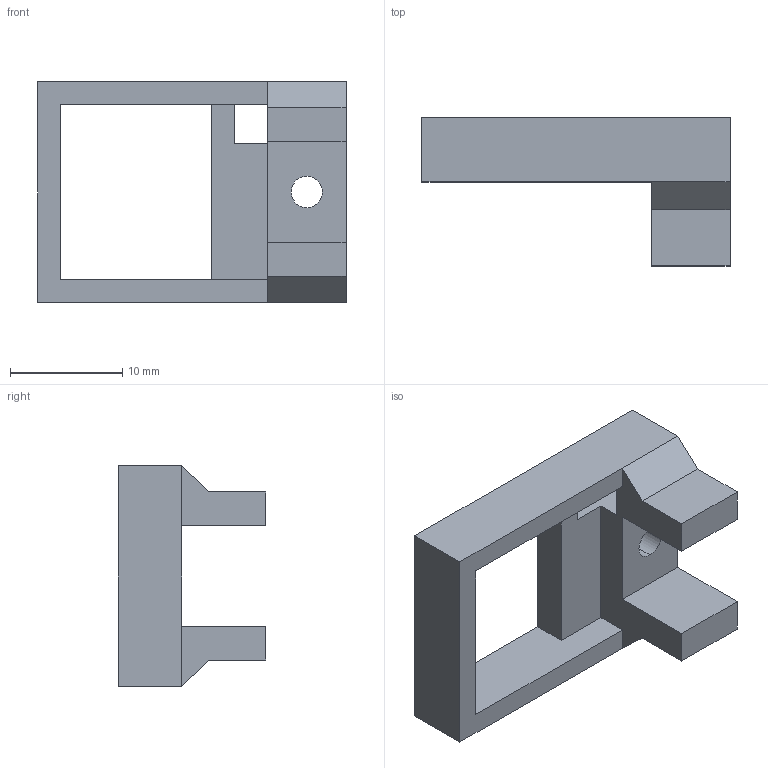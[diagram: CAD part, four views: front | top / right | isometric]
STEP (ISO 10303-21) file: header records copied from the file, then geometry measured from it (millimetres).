
FILE_DESCRIPTION (( 'STEP AP203' ), '1' );
FILE_NAME ('ESP32Holder2.STEP', '2024-10-10T18:21:38', ( '' ), ( '' ), 'SwSTEP 2.0', 'SolidWorks 2023', '' );
FILE_SCHEMA (( 'CONFIG_CONTROL_DESIGN' ));
Length unit declared in the file: millimetre
Products named in the file (1): ESP32Holder2
Bounding box: 27.5 x 13.2 x 19.7 mm (x, y, z)
Volume: 1782.1 mm3; surface area: 1965.7 mm2
Topology: 1 solids, 1 shells, 29 faces, 85 edges, 56 vertices
Faces by surface type: plane 25, cylinder 4
Entity records: 1040 total; most frequent: CARTESIAN_POINT 171, ORIENTED_EDGE 170, DIRECTION 153, EDGE_CURVE 85, VECTOR 77, LINE 77, VERTEX_POINT 56, AXIS2_PLACEMENT_3D 38
